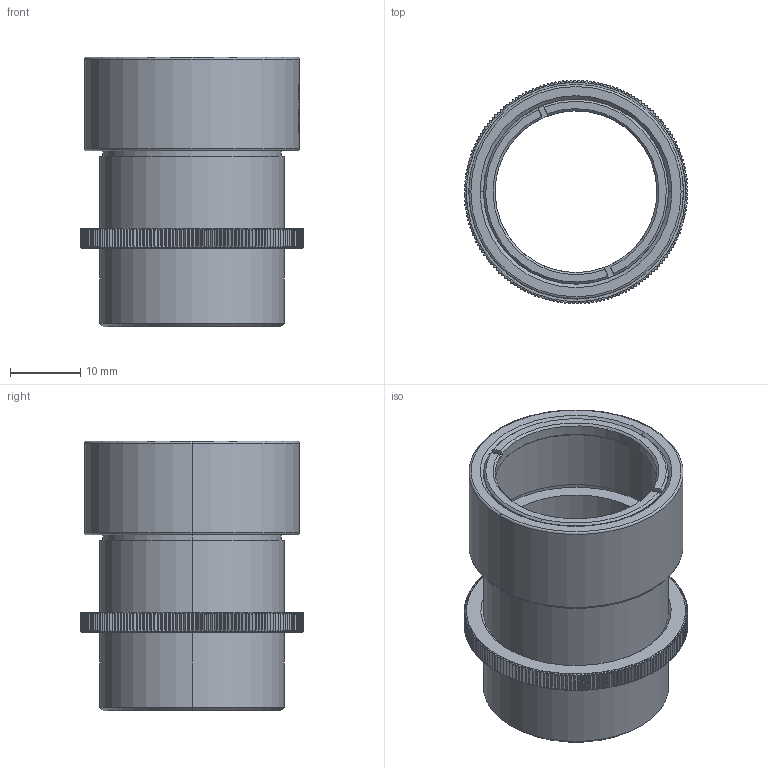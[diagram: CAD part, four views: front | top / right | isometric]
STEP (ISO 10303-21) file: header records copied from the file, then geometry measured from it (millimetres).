
FILE_DESCRIPTION (( 'STEP AP203' ), '1' );
FILE_NAME ('CSAS1-20A.STEP', '2025-08-29T08:36:04', ( '' ), ( '' ), 'SwSTEP 2.0', 'SolidWorks 2020', '' );
FILE_SCHEMA (( 'CONFIG_CONTROL_DESIGN' ));
Length unit declared in the file: millimetre
Products named in the file (1): CSAS1-20A
Bounding box: 31.8 x 31.8 x 38.3 mm (x, y, z)
Volume: 6126 mm3; surface area: 8506.9 mm2
Topology: 3 solids, 3 shells, 1173 faces, 3344 edges, 2220 vertices
Faces by surface type: plane 632, bspline 289, cylinder 224, cone 18, torus 10
Entity records: 56820 total; most frequent: CARTESIAN_POINT 29694, ORIENTED_EDGE 6688, DIRECTION 3999, EDGE_CURVE 3344, VERTEX_POINT 2220, B_SPLINE_CURVE_WITH_KNOTS 1573, AXIS2_PLACEMENT_3D 1343, VECTOR 1313
